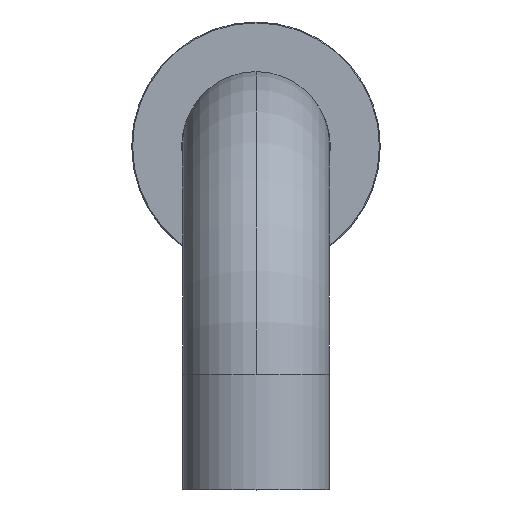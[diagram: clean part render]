
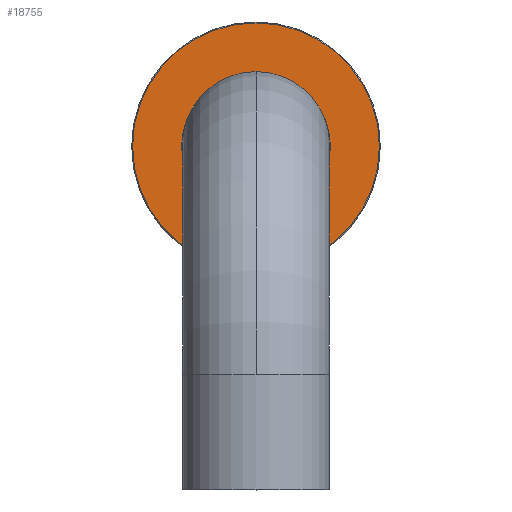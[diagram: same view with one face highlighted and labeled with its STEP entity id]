
A CAD part, top view. The second image highlights one B-rep face of the part: STEP entity #18755.
In plain terms, the highlighted planar face has unit normal (0, 0, 1).
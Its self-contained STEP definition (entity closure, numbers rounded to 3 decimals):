
#1085 = CIRCLE ( 'NONE', #2713, 26.8 ) ;
#1192 = DIRECTION ( 'NONE',  ( 0., 0., 1. ) ) ;
#1372 = DIRECTION ( 'NONE',  ( 0., 1., 0. ) ) ;
#1613 = CARTESIAN_POINT ( 'NONE',  ( -27., 0., 10. ) ) ;
#2023 = AXIS2_PLACEMENT_3D ( 'NONE', #1613, #16796, #11110 ) ;
#2134 = ORIENTED_EDGE ( 'NONE', *, *, #5484, .T. ) ;
#2559 = VERTEX_POINT ( 'NONE', #8480 ) ;
#2713 = AXIS2_PLACEMENT_3D ( 'NONE', #14143, #1192, #10450 ) ;
#3018 = ORIENTED_EDGE ( 'NONE', *, *, #18751, .T. ) ;
#3168 = VERTEX_POINT ( 'NONE', #3295 ) ;
#3199 = VERTEX_POINT ( 'NONE', #23310 ) ;
#3295 = CARTESIAN_POINT ( 'NONE',  ( 0., 16.15, 10. ) ) ;
#3648 = DIRECTION ( 'NONE',  ( 0., 0., 1. ) ) ;
#4299 = CIRCLE ( 'NONE', #8229, 16.15 ) ;
#5484 = EDGE_CURVE ( 'NONE', #3199, #20801, #8571, .T. ) ;
#6030 = EDGE_CURVE ( 'NONE', #20801, #3199, #1085, .T. ) ;
#7000 = ORIENTED_EDGE ( 'NONE', *, *, #6030, .T. ) ;
#7332 = CARTESIAN_POINT ( 'NONE',  ( 0., 0., 10. ) ) ;
#8229 = AXIS2_PLACEMENT_3D ( 'NONE', #20011, #18277, #20244 ) ;
#8480 = CARTESIAN_POINT ( 'NONE',  ( 0., -16.15, 10. ) ) ;
#8571 = CIRCLE ( 'NONE', #20400, 26.8 ) ;
#8693 = ORIENTED_EDGE ( 'NONE', *, *, #15140, .T. ) ;
#10450 = DIRECTION ( 'NONE',  ( 0., 1., 0. ) ) ;
#11110 = DIRECTION ( 'NONE',  ( -1., 0., 0. ) ) ;
#14143 = CARTESIAN_POINT ( 'NONE',  ( 0., 0., 10. ) ) ;
#15140 = EDGE_CURVE ( 'NONE', #3168, #2559, #4299, .T. ) ;
#15815 = FACE_BOUND ( 'NONE', #23927, .T. ) ;
#16300 = CARTESIAN_POINT ( 'NONE',  ( 0., 0., 10. ) ) ;
#16796 = DIRECTION ( 'NONE',  ( 0., 0., -1. ) ) ;
#18277 = DIRECTION ( 'NONE',  ( 0., 0., -1. ) ) ;
#18751 = EDGE_CURVE ( 'NONE', #2559, #3168, #22902, .T. ) ;
#18755 = ADVANCED_FACE ( 'NONE', ( #23817, #15815 ), #21970, .F. ) ;
#19996 = EDGE_LOOP ( 'NONE', ( #7000, #2134 ) ) ;
#20011 = CARTESIAN_POINT ( 'NONE',  ( 0., 0., 10. ) ) ;
#20244 = DIRECTION ( 'NONE',  ( 0., 1., 0. ) ) ;
#20400 = AXIS2_PLACEMENT_3D ( 'NONE', #7332, #3648, #24114 ) ;
#20801 = VERTEX_POINT ( 'NONE', #23978 ) ;
#21615 = DIRECTION ( 'NONE',  ( 0., 0., -1. ) ) ;
#21970 = PLANE ( 'NONE',  #2023 ) ;
#22902 = CIRCLE ( 'NONE', #23706, 16.15 ) ;
#23310 = CARTESIAN_POINT ( 'NONE',  ( 0., -26.8, 10. ) ) ;
#23706 = AXIS2_PLACEMENT_3D ( 'NONE', #16300, #21615, #1372 ) ;
#23817 = FACE_OUTER_BOUND ( 'NONE', #19996, .T. ) ;
#23927 = EDGE_LOOP ( 'NONE', ( #8693, #3018 ) ) ;
#23978 = CARTESIAN_POINT ( 'NONE',  ( 0., 26.8, 10. ) ) ;
#24114 = DIRECTION ( 'NONE',  ( 0., 1., 0. ) ) ;
